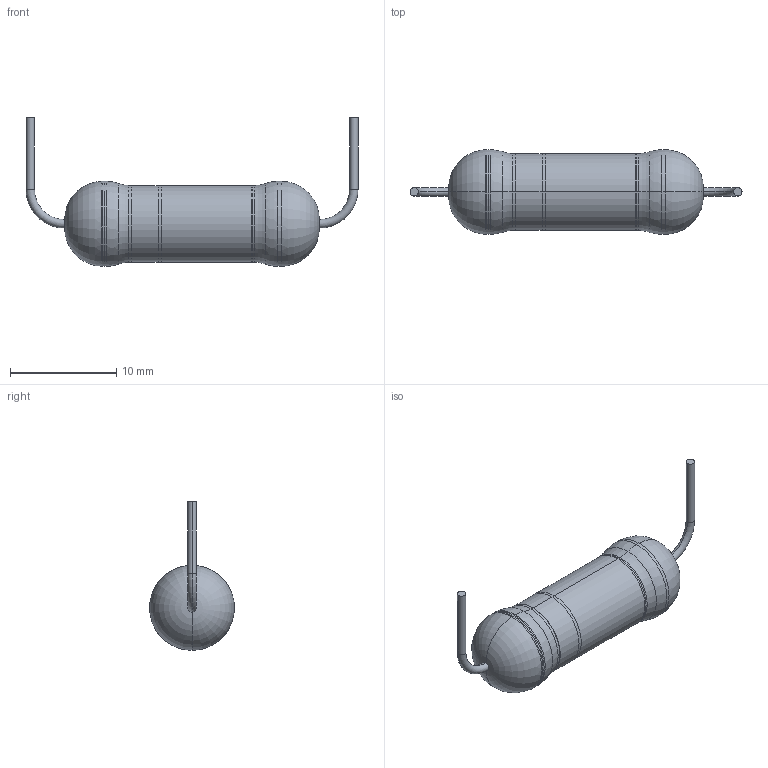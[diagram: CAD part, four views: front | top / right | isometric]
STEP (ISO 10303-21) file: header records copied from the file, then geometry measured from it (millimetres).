
FILE_DESCRIPTION (( 'STEP AP214' ), '1' );
FILE_NAME ('RES5W_MODEL.STEP', '2016-08-06T19:41:54', ( 'NgocHoang' ), ( '' ), 'SwSTEP 2.0', 'SolidWorks 2010', '' );
FILE_SCHEMA (( 'AUTOMOTIVE_DESIGN' ));
Length unit declared in the file: millimetre
Products named in the file (3): RES5W_L10xD0M8_PIN; RES5W_MODEL; RES5W_L24MxD8M_BODY
Assembly tree (2 placements, depth 2):
  RES5W_MODEL
    RES5W_L10xD0M8_PIN
    RES5W_L24MxD8M_BODY
Bounding box: 31.28 x 8 x 14 mm (x, y, z)
Volume: 974.2 mm3; surface area: 762.1 mm2
Topology: 2 solids, 2 shells, 48 faces, 94 edges, 48 vertices
Faces by surface type: cylinder 24, torus 22, plane 2
Entity records: 1704 total; most frequent: DIRECTION 270, CARTESIAN_POINT 195, ORIENTED_EDGE 188, AXIS2_PLACEMENT_3D 123, EDGE_CURVE 94, CIRCLE 70, ADVANCED_FACE 48, EDGE_LOOP 48
